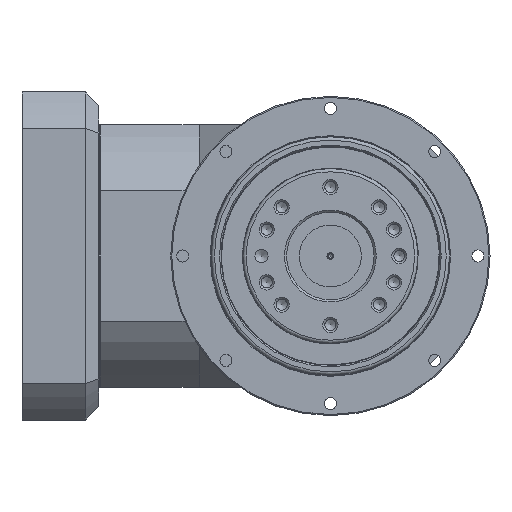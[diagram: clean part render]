
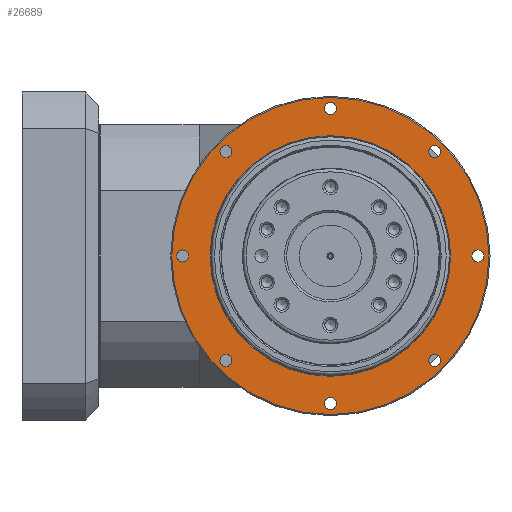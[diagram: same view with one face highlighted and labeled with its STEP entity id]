
A CAD part, left-side view. The second image highlights one B-rep face of the part: STEP entity #26689.
In plain terms, the highlighted planar face has unit normal (-1, 0, 0).
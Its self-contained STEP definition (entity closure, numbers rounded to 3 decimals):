
#157=CARTESIAN_POINT('',(-41.,72.5,0.0));
#158=VERTEX_POINT('',#157);
#159=CARTESIAN_POINT('',(-41.,0.,0.0));
#160=DIRECTION('',(-1.0,0.0,0.0));
#161=DIRECTION('',(0.0,-1.0,0.0));
#162=AXIS2_PLACEMENT_3D('',#159,#160,#161);
#163=CIRCLE('',#162,72.5);
#164=EDGE_CURVE('',#158,#158,#163,.T.);
#269=CARTESIAN_POINT('',(-41.,-47.73,-50.48));
#270=VERTEX_POINT('',#269);
#271=CARTESIAN_POINT('',(-41.,-47.73,-47.73));
#272=DIRECTION('',(-1.0,0.0,0.0));
#273=DIRECTION('',(0.0,-1.0,0.0));
#274=AXIS2_PLACEMENT_3D('',#271,#272,#273);
#275=CIRCLE('',#274,2.75);
#276=EDGE_CURVE('',#270,#270,#275,.T.);
#297=CARTESIAN_POINT('',(-41.,-67.5,-2.75));
#298=VERTEX_POINT('',#297);
#299=CARTESIAN_POINT('',(-41.,-67.5,0.));
#300=DIRECTION('',(-1.0,0.0,0.0));
#301=DIRECTION('',(0.0,-1.0,0.0));
#302=AXIS2_PLACEMENT_3D('',#299,#300,#301);
#303=CIRCLE('',#302,2.75);
#304=EDGE_CURVE('',#298,#298,#303,.T.);
#325=CARTESIAN_POINT('',(-41.,-47.73,44.98));
#326=VERTEX_POINT('',#325);
#327=CARTESIAN_POINT('',(-41.,-47.73,47.73));
#328=DIRECTION('',(-1.0,0.0,0.0));
#329=DIRECTION('',(0.0,-1.0,0.0));
#330=AXIS2_PLACEMENT_3D('',#327,#328,#329);
#331=CIRCLE('',#330,2.75);
#332=EDGE_CURVE('',#326,#326,#331,.T.);
#353=CARTESIAN_POINT('',(-41.,0.,64.75));
#354=VERTEX_POINT('',#353);
#355=CARTESIAN_POINT('',(-41.,0.,67.5));
#356=DIRECTION('',(-1.0,0.0,0.0));
#357=DIRECTION('',(0.0,-1.0,0.0));
#358=AXIS2_PLACEMENT_3D('',#355,#356,#357);
#359=CIRCLE('',#358,2.75);
#360=EDGE_CURVE('',#354,#354,#359,.T.);
#381=CARTESIAN_POINT('',(-41.,47.73,44.98));
#382=VERTEX_POINT('',#381);
#383=CARTESIAN_POINT('',(-41.,47.73,47.73));
#384=DIRECTION('',(-1.0,0.0,0.0));
#385=DIRECTION('',(0.0,-1.0,0.0));
#386=AXIS2_PLACEMENT_3D('',#383,#384,#385);
#387=CIRCLE('',#386,2.75);
#388=EDGE_CURVE('',#382,#382,#387,.T.);
#409=CARTESIAN_POINT('',(-41.,67.5,-2.75));
#410=VERTEX_POINT('',#409);
#411=CARTESIAN_POINT('',(-41.,67.5,0.));
#412=DIRECTION('',(-1.0,0.0,0.0));
#413=DIRECTION('',(0.0,-1.0,0.0));
#414=AXIS2_PLACEMENT_3D('',#411,#412,#413);
#415=CIRCLE('',#414,2.75);
#416=EDGE_CURVE('',#410,#410,#415,.T.);
#437=CARTESIAN_POINT('',(-41.,47.73,-50.48));
#438=VERTEX_POINT('',#437);
#439=CARTESIAN_POINT('',(-41.,47.73,-47.73));
#440=DIRECTION('',(-1.0,0.0,0.0));
#441=DIRECTION('',(0.0,-1.0,0.0));
#442=AXIS2_PLACEMENT_3D('',#439,#440,#441);
#443=CIRCLE('',#442,2.75);
#444=EDGE_CURVE('',#438,#438,#443,.T.);
#465=CARTESIAN_POINT('',(-41.,0.,-70.25));
#466=VERTEX_POINT('',#465);
#467=CARTESIAN_POINT('',(-41.,0.,-67.5));
#468=DIRECTION('',(-1.0,0.0,0.0));
#469=DIRECTION('',(0.0,-1.0,0.0));
#470=AXIS2_PLACEMENT_3D('',#467,#468,#469);
#471=CIRCLE('',#470,2.75);
#472=EDGE_CURVE('',#466,#466,#471,.T.);
#956=CARTESIAN_POINT('',(-41.,55.,0.0));
#957=VERTEX_POINT('',#956);
#958=CARTESIAN_POINT('',(-41.,0.,0.0));
#959=DIRECTION('',(1.0,0.0,0.0));
#960=DIRECTION('',(0.0,1.0,0.0));
#961=AXIS2_PLACEMENT_3D('',#958,#959,#960);
#962=CIRCLE('',#961,55.);
#963=EDGE_CURVE('',#957,#957,#962,.T.);
#26654=CARTESIAN_POINT('',(-41.,55.,0.0));
#26655=DIRECTION('',(-1.0,0.0,0.0));
#26656=DIRECTION('',(0.0,0.0,1.0));
#26657=AXIS2_PLACEMENT_3D('',#26654,#26655,#26656);
#26658=PLANE('',#26657);
#26659=ORIENTED_EDGE('',*,*,#164,.T.);
#26660=EDGE_LOOP('',(#26659));
#26661=FACE_OUTER_BOUND('',#26660,.T.);
#26662=ORIENTED_EDGE('',*,*,#276,.F.);
#26663=EDGE_LOOP('',(#26662));
#26664=FACE_BOUND('',#26663,.T.);
#26665=ORIENTED_EDGE('',*,*,#304,.F.);
#26666=EDGE_LOOP('',(#26665));
#26667=FACE_BOUND('',#26666,.T.);
#26668=ORIENTED_EDGE('',*,*,#332,.F.);
#26669=EDGE_LOOP('',(#26668));
#26670=FACE_BOUND('',#26669,.T.);
#26671=ORIENTED_EDGE('',*,*,#360,.F.);
#26672=EDGE_LOOP('',(#26671));
#26673=FACE_BOUND('',#26672,.T.);
#26674=ORIENTED_EDGE('',*,*,#388,.F.);
#26675=EDGE_LOOP('',(#26674));
#26676=FACE_BOUND('',#26675,.T.);
#26677=ORIENTED_EDGE('',*,*,#416,.F.);
#26678=EDGE_LOOP('',(#26677));
#26679=FACE_BOUND('',#26678,.T.);
#26680=ORIENTED_EDGE('',*,*,#444,.F.);
#26681=EDGE_LOOP('',(#26680));
#26682=FACE_BOUND('',#26681,.T.);
#26683=ORIENTED_EDGE('',*,*,#472,.F.);
#26684=EDGE_LOOP('',(#26683));
#26685=FACE_BOUND('',#26684,.T.);
#26686=ORIENTED_EDGE('',*,*,#963,.T.);
#26687=EDGE_LOOP('',(#26686));
#26688=FACE_BOUND('',#26687,.T.);
#26689=ADVANCED_FACE('',(#26661,#26664,#26667,#26670,#26673,#26676,#26679,#26682,#26685,#26688),#26658,.T.);
